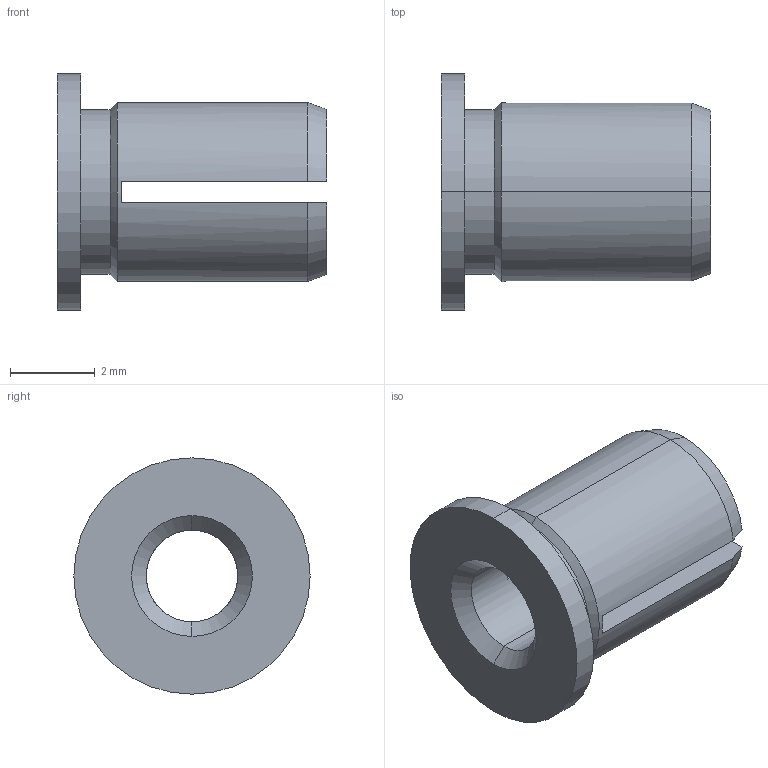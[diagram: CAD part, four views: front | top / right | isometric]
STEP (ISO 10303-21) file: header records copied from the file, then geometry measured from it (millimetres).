
FILE_DESCRIPTION(('starvars output'),'2;1');
FILE_NAME('cv20220219180757000002238.stp','18:07:57 2022/02/19',( 'Thomas Industrial Network Germany GmbH'),( 'Thomas Industrial Network Germany GmbH'),'unknown preprocess','ACIS' ,'unknown authorization');
FILE_SCHEMA(('AUTOMOTIVE_DESIGN_CC2 {UNKNOWN IMPLEMENTATION LEVEL}'));
Length unit declared in the file: millimetre
Products named in the file (1): PRODUCT_ID_1
Bounding box: 6.35 x 5.56 x 5.56 mm (x, y, z)
Volume: 63.2 mm3; surface area: 178.8 mm2
Topology: 1 solids, 1 shells, 30 faces, 74 edges, 46 vertices
Faces by surface type: cone 12, plane 10, cylinder 8
Entity records: 1010 total; most frequent: ORIENTED_EDGE 148, CARTESIAN_POINT 125, DIRECTION 82, EDGE_CURVE 74, VERTEX_POINT 46, EDGE_LOOP 32, FACE_BOUND 32, STYLED_ITEM 31
